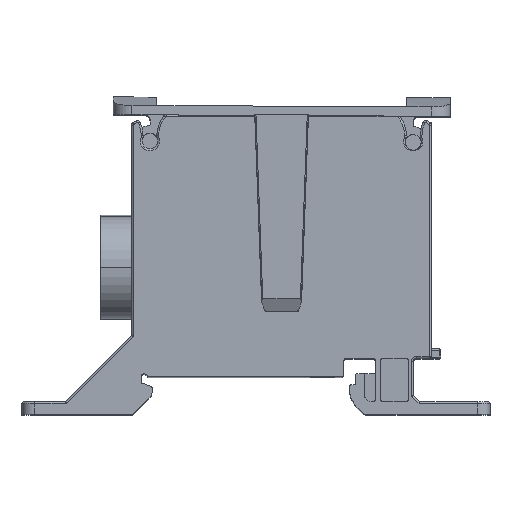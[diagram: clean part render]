
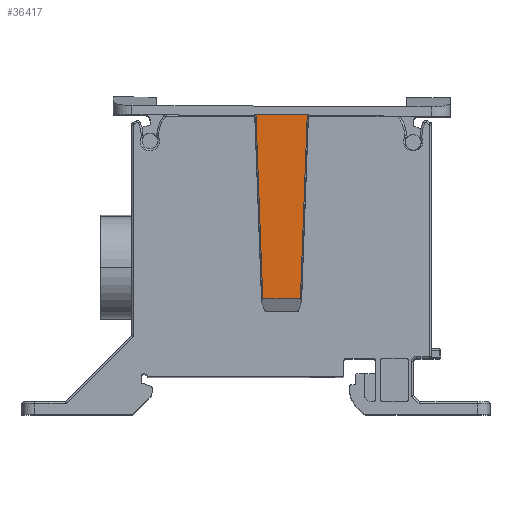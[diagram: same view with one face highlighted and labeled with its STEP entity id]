
A CAD part, top view. The second image highlights one B-rep face of the part: STEP entity #36417.
In plain terms, the highlighted planar face has unit normal (0, 0, 1).
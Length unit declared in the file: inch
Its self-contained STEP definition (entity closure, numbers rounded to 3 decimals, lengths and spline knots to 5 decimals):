
#312 = VECTOR ( 'NONE', #20940, 39.37008 ) ;
#362 = CARTESIAN_POINT ( 'NONE',  ( 0.6288, 4.11704, 2.27559 ) ) ;
#2492 = ORIENTED_EDGE ( 'NONE', *, *, #2613, .F. ) ;
#2613 = EDGE_CURVE ( 'NONE', #6846, #36600, #38635, .T. ) ;
#3789 = VERTEX_POINT ( 'NONE', #5086 ) ;
#5086 = CARTESIAN_POINT ( 'NONE',  ( 0.72004, 1.65354, 2.27559 ) ) ;
#6846 = VERTEX_POINT ( 'NONE', #44152 ) ;
#7294 = LINE ( 'NONE', #362, #312 ) ;
#7719 = ORIENTED_EDGE ( 'NONE', *, *, #35444, .T. ) ;
#9684 = ORIENTED_EDGE ( 'NONE', *, *, #15413, .F. ) ;
#13776 = EDGE_CURVE ( 'NONE', #16568, #6846, #19585, .T. ) ;
#14193 = CARTESIAN_POINT ( 'NONE',  ( 1.04374, 1.65354, 2.27559 ) ) ;
#15413 = EDGE_CURVE ( 'NONE', #36600, #3789, #7294, .T. ) ;
#16568 = VERTEX_POINT ( 'NONE', #14193 ) ;
#18351 = CARTESIAN_POINT ( 'NONE',  ( 0.88189, 0.49213, 2.27559 ) ) ;
#19585 = LINE ( 'NONE', #27127, #26886 ) ;
#20940 = DIRECTION ( 'NONE',  ( -0.037, 0.999, 0. ) ) ;
#21893 = EDGE_LOOP ( 'NONE', ( #2492, #43298, #7719, #9684 ) ) ;
#21916 = DIRECTION ( 'NONE',  ( -1., 0., 0. ) ) ;
#23530 = VECTOR ( 'NONE', #42941, 39.37008 ) ;
#25474 = DIRECTION ( 'NONE',  ( 1., 0., 0. ) ) ;
#26182 = CARTESIAN_POINT ( 'NONE',  ( 0.88189, 1.65354, 2.27559 ) ) ;
#26886 = VECTOR ( 'NONE', #43900, 39.37008 ) ;
#27127 = CARTESIAN_POINT ( 'NONE',  ( 1.13498, 4.11704, 2.27559 ) ) ;
#28384 = PLANE ( 'NONE',  #33561 ) ;
#30116 = CARTESIAN_POINT ( 'NONE',  ( 0.76305, 0.49213, 2.27559 ) ) ;
#32656 = LINE ( 'NONE', #26182, #23530 ) ;
#32791 = FACE_OUTER_BOUND ( 'NONE', #21893, .T. ) ;
#33561 = AXIS2_PLACEMENT_3D ( 'NONE', #39302, #42006, #25474 ) ;
#35444 = EDGE_CURVE ( 'NONE', #16568, #3789, #32656, .T. ) ;
#36417 = ADVANCED_FACE ( 'NONE', ( #32791 ), #28384, .T. ) ;
#36600 = VERTEX_POINT ( 'NONE', #30116 ) ;
#36751 = VECTOR ( 'NONE', #21916, 39.37008 ) ;
#38635 = LINE ( 'NONE', #18351, #36751 ) ;
#39302 = CARTESIAN_POINT ( 'NONE',  ( 0.88189, 1.03346, 2.27559 ) ) ;
#42006 = DIRECTION ( 'NONE',  ( 0., 0., 1. ) ) ;
#42941 = DIRECTION ( 'NONE',  ( -1., 0., 0. ) ) ;
#43298 = ORIENTED_EDGE ( 'NONE', *, *, #13776, .F. ) ;
#43900 = DIRECTION ( 'NONE',  ( -0.037, -0.999, 0. ) ) ;
#44152 = CARTESIAN_POINT ( 'NONE',  ( 1.00073, 0.49213, 2.27559 ) ) ;
